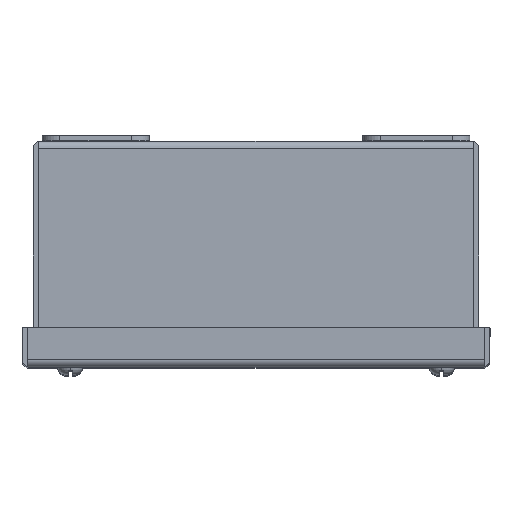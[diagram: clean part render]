
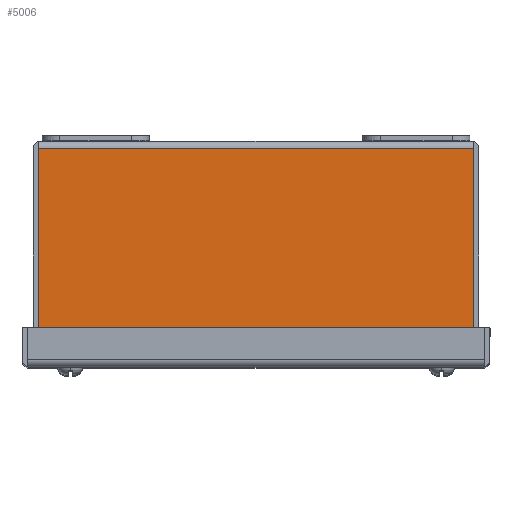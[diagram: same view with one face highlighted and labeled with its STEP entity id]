
A CAD part, top view. The second image highlights one B-rep face of the part: STEP entity #5006.
In plain terms, the highlighted planar face has unit normal (0, 0, 1).
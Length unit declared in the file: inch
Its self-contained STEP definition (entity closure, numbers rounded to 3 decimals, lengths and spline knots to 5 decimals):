
#320 = AXIS2_PLACEMENT_3D ( 'NONE', #19398, #4330, #7529 ) ;
#474 = ORIENTED_EDGE ( 'NONE', *, *, #18732, .T. ) ;
#1045 = EDGE_CURVE ( 'NONE', #12963, #15872, #3863, .T. ) ;
#1171 = PLANE ( 'NONE',  #320 ) ;
#1538 = VECTOR ( 'NONE', #18406, 39.37008 ) ;
#2079 = VECTOR ( 'NONE', #19554, 39.37008 ) ;
#2182 = EDGE_CURVE ( 'NONE', #15829, #18695, #8166, .T. ) ;
#2413 = DIRECTION ( 'NONE',  ( 0., -1., 0. ) ) ;
#2569 = VECTOR ( 'NONE', #2413, 39.37008 ) ;
#3863 = LINE ( 'NONE', #20683, #1538 ) ;
#4263 = CARTESIAN_POINT ( 'NONE',  ( 3.05221, 39.37008, 4.75 ) ) ;
#4330 = DIRECTION ( 'NONE',  ( 0., 0., -1. ) ) ;
#5006 = ADVANCED_FACE ( 'NONE', ( #9615 ), #1171, .F. ) ;
#5547 = EDGE_LOOP ( 'NONE', ( #11368, #8727, #14137, #474 ) ) ;
#6727 = CARTESIAN_POINT ( 'NONE',  ( -3.017, -0.108, 4.75 ) ) ;
#6850 = CARTESIAN_POINT ( 'NONE',  ( -3.05221, -2.892, 4.75 ) ) ;
#7529 = DIRECTION ( 'NONE',  ( -1., 0., 0. ) ) ;
#8166 = LINE ( 'NONE', #6727, #17918 ) ;
#8727 = ORIENTED_EDGE ( 'NONE', *, *, #15211, .F. ) ;
#8816 = CARTESIAN_POINT ( 'NONE',  ( -3.05221, -0.108, 4.75 ) ) ;
#9320 = LINE ( 'NONE', #4263, #2569 ) ;
#9615 = FACE_OUTER_BOUND ( 'NONE', #5547, .T. ) ;
#11368 = ORIENTED_EDGE ( 'NONE', *, *, #1045, .F. ) ;
#12568 = CARTESIAN_POINT ( 'NONE',  ( 3.05221, -2.892, 4.75 ) ) ;
#12963 = VERTEX_POINT ( 'NONE', #12568 ) ;
#13437 = DIRECTION ( 'NONE',  ( 1., 0., 0. ) ) ;
#14137 = ORIENTED_EDGE ( 'NONE', *, *, #2182, .F. ) ;
#14298 = LINE ( 'NONE', #16271, #2079 ) ;
#15211 = EDGE_CURVE ( 'NONE', #18695, #12963, #9320, .T. ) ;
#15829 = VERTEX_POINT ( 'NONE', #8816 ) ;
#15872 = VERTEX_POINT ( 'NONE', #6850 ) ;
#16271 = CARTESIAN_POINT ( 'NONE',  ( -3.05221, 39.37008, 4.75 ) ) ;
#17911 = CARTESIAN_POINT ( 'NONE',  ( 3.05221, -0.108, 4.75 ) ) ;
#17918 = VECTOR ( 'NONE', #13437, 39.37008 ) ;
#18406 = DIRECTION ( 'NONE',  ( -1., 0., 0. ) ) ;
#18695 = VERTEX_POINT ( 'NONE', #17911 ) ;
#18732 = EDGE_CURVE ( 'NONE', #15829, #15872, #14298, .T. ) ;
#19398 = CARTESIAN_POINT ( 'NONE',  ( 21.281, 0., 4.75 ) ) ;
#19554 = DIRECTION ( 'NONE',  ( 0., -1., 0. ) ) ;
#20683 = CARTESIAN_POINT ( 'NONE',  ( -3.05221, -2.892, 4.75 ) ) ;
